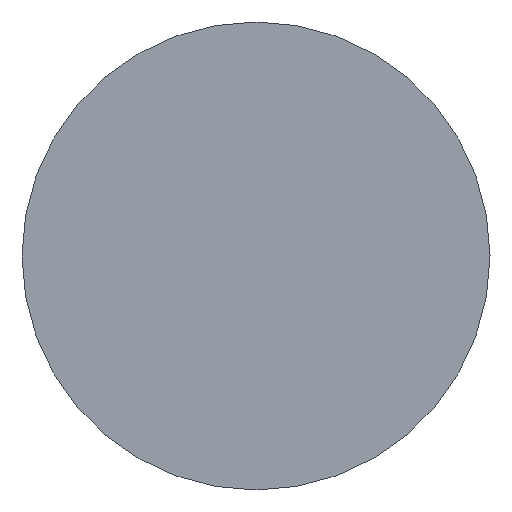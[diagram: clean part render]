
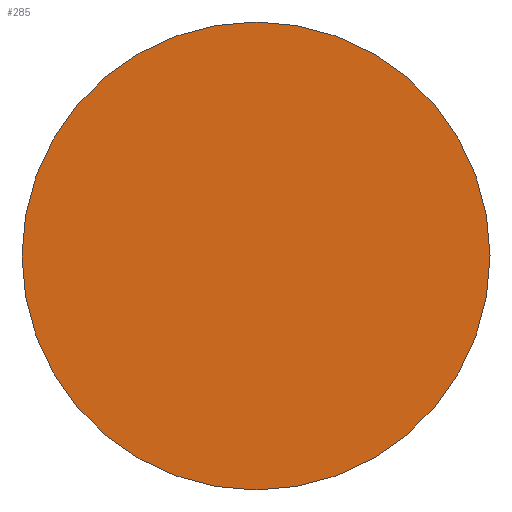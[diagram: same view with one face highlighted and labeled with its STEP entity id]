
A CAD part, front view. The second image highlights one B-rep face of the part: STEP entity #285.
In plain terms, the highlighted planar face has unit normal (0, -1, 0).
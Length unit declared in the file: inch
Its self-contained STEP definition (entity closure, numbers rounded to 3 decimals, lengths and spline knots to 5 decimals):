
#2 = EDGE_LOOP ( 'NONE', ( #365, #282 ) ) ;
#16 = EDGE_CURVE ( 'NONE', #176, #275, #401, .T. ) ;
#77 = DIRECTION ( 'NONE',  ( 0., -1., 0. ) ) ;
#84 = DIRECTION ( 'NONE',  ( 0., -1., 0. ) ) ;
#115 = CARTESIAN_POINT ( 'NONE',  ( 0., 0., 0. ) ) ;
#123 = CARTESIAN_POINT ( 'NONE',  ( 0., 0., -0.0625 ) ) ;
#145 = CARTESIAN_POINT ( 'NONE',  ( 0., 0., 0. ) ) ;
#176 = VERTEX_POINT ( 'NONE', #123 ) ;
#225 = DIRECTION ( 'NONE',  ( 0., 0., -1. ) ) ;
#275 = VERTEX_POINT ( 'NONE', #452 ) ;
#281 = FACE_OUTER_BOUND ( 'NONE', #2, .T. ) ;
#282 = ORIENTED_EDGE ( 'NONE', *, *, #308, .T. ) ;
#285 = ADVANCED_FACE ( 'NONE', ( #281 ), #412, .T. ) ;
#294 = CARTESIAN_POINT ( 'NONE',  ( 0., 0., 0. ) ) ;
#308 = EDGE_CURVE ( 'NONE', #275, #176, #389, .T. ) ;
#314 = AXIS2_PLACEMENT_3D ( 'NONE', #145, #422, #320 ) ;
#320 = DIRECTION ( 'NONE',  ( 0., 0., -1. ) ) ;
#365 = ORIENTED_EDGE ( 'NONE', *, *, #16, .T. ) ;
#387 = AXIS2_PLACEMENT_3D ( 'NONE', #294, #84, #225 ) ;
#389 = CIRCLE ( 'NONE', #314, 0.0625 ) ;
#391 = DIRECTION ( 'NONE',  ( 0., 0., -1. ) ) ;
#401 = CIRCLE ( 'NONE', #387, 0.0625 ) ;
#404 = AXIS2_PLACEMENT_3D ( 'NONE', #115, #77, #391 ) ;
#412 = PLANE ( 'NONE',  #404 ) ;
#422 = DIRECTION ( 'NONE',  ( 0., -1., 0. ) ) ;
#452 = CARTESIAN_POINT ( 'NONE',  ( 0., 0., 0.0625 ) ) ;
